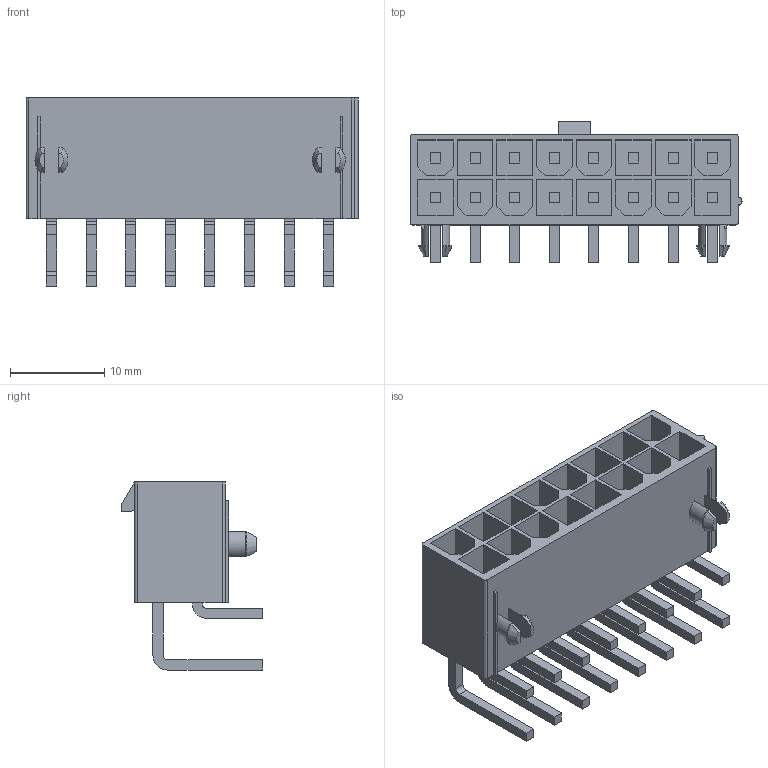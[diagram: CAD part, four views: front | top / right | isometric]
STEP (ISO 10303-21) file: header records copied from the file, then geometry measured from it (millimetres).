
FILE_DESCRIPTION((''),'2;1');
FILE_NAME('026013108','2015-05-15T',('me'),(''),'PRO/ENGINEER BY PARAMETRIC TECHNOLOGY CORPORATION, 2011490','PRO/ENGINEER BY PARAMETRIC TECHNOLOGY CORPORATION, 2011490','');
FILE_SCHEMA(('CONFIG_CONTROL_DESIGN'));
Length unit declared in the file: millimetre
Products named in the file (1): 026013108
Bounding box: 35.2 x 15 x 19.93 mm (x, y, z)
Volume: 2554.6 mm3; surface area: 5095.9 mm2
Topology: 1 solids, 1 shells, 389 faces, 1029 edges, 694 vertices
Faces by surface type: plane 340, cylinder 45, cone 4
Entity records: 11892 total; most frequent: CARTESIAN_POINT 2089, ORIENTED_EDGE 1982, DIRECTION 1937, EDGE_CURVE 991, VECTOR 885, LINE 885, VERTEX_POINT 654, AXIS2_PLACEMENT_3D 526
